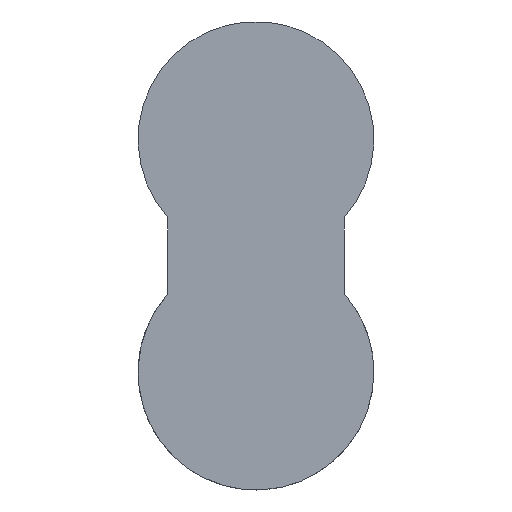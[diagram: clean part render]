
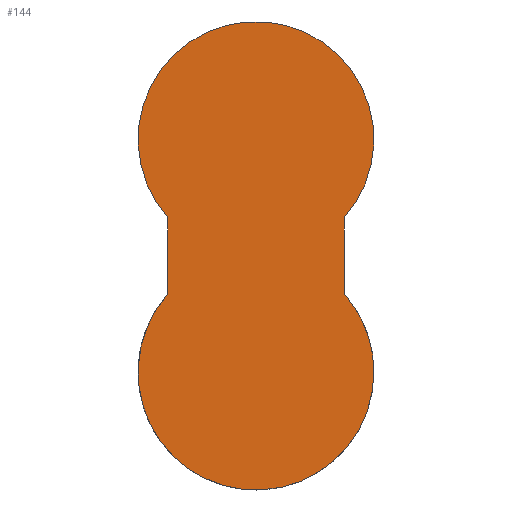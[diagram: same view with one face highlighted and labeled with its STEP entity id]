
A CAD part, left-side view. The second image highlights one B-rep face of the part: STEP entity #144.
In plain terms, the highlighted planar face has unit normal (-1, 0, 0).
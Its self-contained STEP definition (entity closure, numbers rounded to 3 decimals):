
#21=LINE('',#255,#31);
#23=LINE('',#259,#33);
#31=VECTOR('',#212,10.);
#33=VECTOR('',#216,10.);
#45=FACE_OUTER_BOUND('',#55,.T.);
#55=EDGE_LOOP('',(#119,#120,#121,#122,#123));
#61=CIRCLE('',#168,10.);
#63=CIRCLE('',#170,10.);
#65=CIRCLE('',#175,10.);
#69=VERTEX_POINT('',#236);
#70=VERTEX_POINT('',#238);
#73=VERTEX_POINT('',#244);
#76=VERTEX_POINT('',#254);
#77=VERTEX_POINT('',#258);
#83=EDGE_CURVE('',#69,#70,#61,.T.);
#87=EDGE_CURVE('',#73,#69,#63,.T.);
#91=EDGE_CURVE('',#70,#76,#21,.T.);
#93=EDGE_CURVE('',#77,#73,#23,.T.);
#94=EDGE_CURVE('',#77,#76,#65,.T.);
#119=ORIENTED_EDGE('',*,*,#93,.F.);
#120=ORIENTED_EDGE('',*,*,#94,.T.);
#121=ORIENTED_EDGE('',*,*,#91,.F.);
#122=ORIENTED_EDGE('',*,*,#83,.F.);
#123=ORIENTED_EDGE('',*,*,#87,.F.);
#136=PLANE('',#174);
#144=ADVANCED_FACE('',(#45),#136,.T.);
#168=AXIS2_PLACEMENT_3D('',#239,#196,#197);
#170=AXIS2_PLACEMENT_3D('',#246,#202,#203);
#174=AXIS2_PLACEMENT_3D('',#257,#214,#215);
#175=AXIS2_PLACEMENT_3D('',#260,#217,#218);
#196=DIRECTION('center_axis',(1.,0.,0.));
#197=DIRECTION('ref_axis',(0.,1.,0.));
#202=DIRECTION('center_axis',(1.,0.,0.));
#203=DIRECTION('ref_axis',(0.,1.,0.));
#212=DIRECTION('',(0.,0.,1.));
#214=DIRECTION('center_axis',(-1.,0.,0.));
#215=DIRECTION('ref_axis',(0.,1.,0.));
#216=DIRECTION('',(0.,0.,-1.));
#217=DIRECTION('center_axis',(-1.,0.,0.));
#218=DIRECTION('ref_axis',(0.,1.,0.));
#236=CARTESIAN_POINT('',(84.506,-111.5,374.848));
#238=CARTESIAN_POINT('',(84.506,-94.033,381.5));
#239=CARTESIAN_POINT('Origin',(84.506,-101.5,374.848));
#244=CARTESIAN_POINT('',(84.506,-108.967,381.5));
#246=CARTESIAN_POINT('Origin',(84.506,-101.5,374.848));
#254=CARTESIAN_POINT('',(84.506,-94.033,387.932));
#255=CARTESIAN_POINT('',(84.506,-94.033,378.275));
#257=CARTESIAN_POINT('Origin',(84.506,-108.967,371.377));
#258=CARTESIAN_POINT('',(84.506,-108.967,387.932));
#259=CARTESIAN_POINT('',(84.506,-108.967,371.377));
#260=CARTESIAN_POINT('Origin',(84.506,-101.5,394.583));
